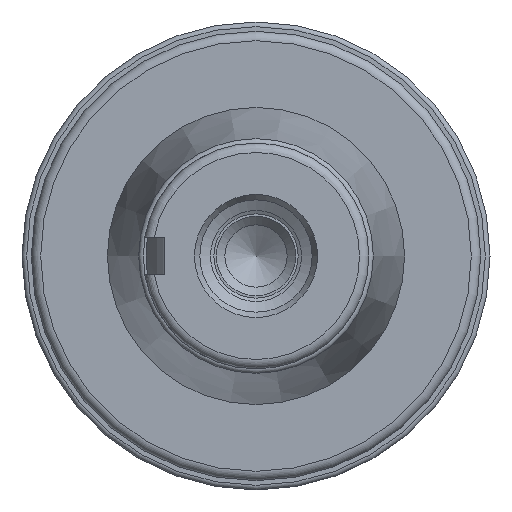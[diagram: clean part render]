
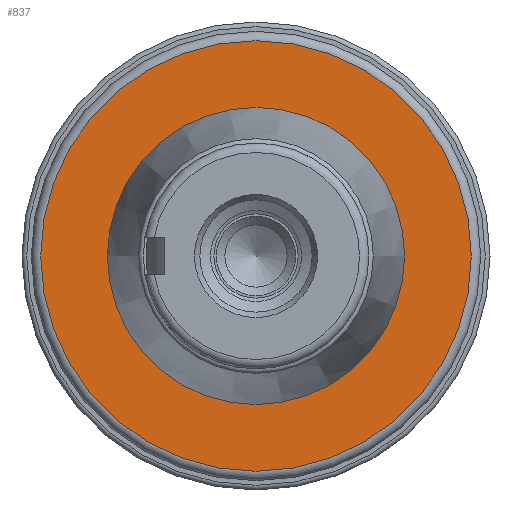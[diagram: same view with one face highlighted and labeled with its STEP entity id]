
A CAD part, left-side view. The second image highlights one B-rep face of the part: STEP entity #837.
In plain terms, the highlighted planar face has unit normal (-1, 0, 0).
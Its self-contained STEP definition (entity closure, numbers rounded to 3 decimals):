
#30=FACE_BOUND('',#183,.T.);
#41=PLANE('',#980);
#126=FACE_OUTER_BOUND('',#182,.T.);
#182=EDGE_LOOP('',(#631));
#183=EDGE_LOOP('',(#632));
#311=CIRCLE('',#951,15.875);
#329=CIRCLE('',#979,23.);
#387=VERTEX_POINT('',#1399);
#402=VERTEX_POINT('',#1447);
#465=EDGE_CURVE('',#387,#387,#311,.T.);
#488=EDGE_CURVE('',#402,#402,#329,.T.);
#631=ORIENTED_EDGE('',*,*,#488,.F.);
#632=ORIENTED_EDGE('',*,*,#465,.T.);
#837=ADVANCED_FACE('',(#126,#30),#41,.T.);
#951=AXIS2_PLACEMENT_3D('',#1401,#1096,#1097);
#979=AXIS2_PLACEMENT_3D('',#1449,#1157,#1158);
#980=AXIS2_PLACEMENT_3D('',#1450,#1159,#1160);
#1096=DIRECTION('center_axis',(1.,0.,0.));
#1097=DIRECTION('ref_axis',(0.,0.,-1.));
#1157=DIRECTION('center_axis',(1.,0.,0.));
#1158=DIRECTION('ref_axis',(0.,-1.,0.));
#1159=DIRECTION('center_axis',(-1.,0.,0.));
#1160=DIRECTION('ref_axis',(0.,0.,1.));
#1399=CARTESIAN_POINT('',(1.6,0.,-15.875));
#1401=CARTESIAN_POINT('Origin',(1.6,0.,0.));
#1447=CARTESIAN_POINT('',(1.6,0.,23.));
#1449=CARTESIAN_POINT('Origin',(1.6,0.,0.));
#1450=CARTESIAN_POINT('Origin',(1.6,24.,0.));
